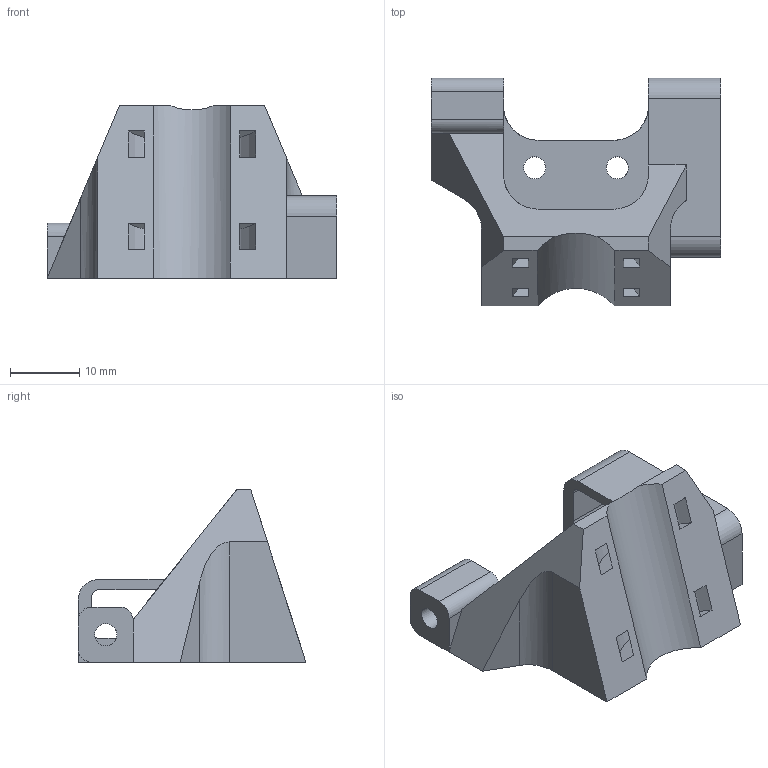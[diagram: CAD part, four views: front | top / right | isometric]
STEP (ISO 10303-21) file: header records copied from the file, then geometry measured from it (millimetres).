
FILE_DESCRIPTION(('FreeCAD Model'),'2;1');
FILE_NAME( 'extruder-wire-fastener-x1.step', '2019-07-19T17:38:50',('Author'),(''), 'Open CASCADE STEP processor 6.8','FreeCAD','Unknown');
FILE_SCHEMA(('AUTOMOTIVE_DESIGN_CC2 { 1 2 10303 214 -1 1 5 4 }'));
Length unit declared in the file: millimetre
Products named in the file (2): ASSEMBLY; extruder-wire-fastener
Assembly tree (1 placements, depth 2):
  ASSEMBLY
    extruder-wire-fastener
Bounding box: 42 x 33 x 25 mm (x, y, z)
Volume: 9509.6 mm3; surface area: 5487.3 mm2
Topology: 1 solids, 1 shells, 56 faces, 170 edges, 114 vertices
Faces by surface type: plane 32, cylinder 24
Full cylindrical faces by diameter (mm): 3.2 x3
Entity records: 4538 total; most frequent: CARTESIAN_POINT 1239, DIRECTION 584, ORIENTED_EDGE 340, PCURVE 340, DEFINITIONAL_REPRESENTATION 340, LINE 286, VECTOR 286, EDGE_CURVE 170
